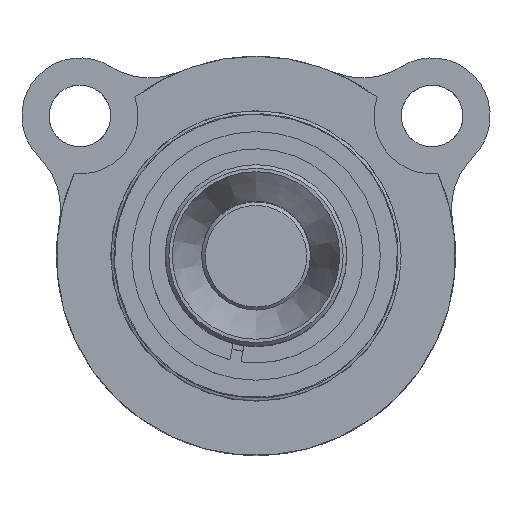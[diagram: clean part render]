
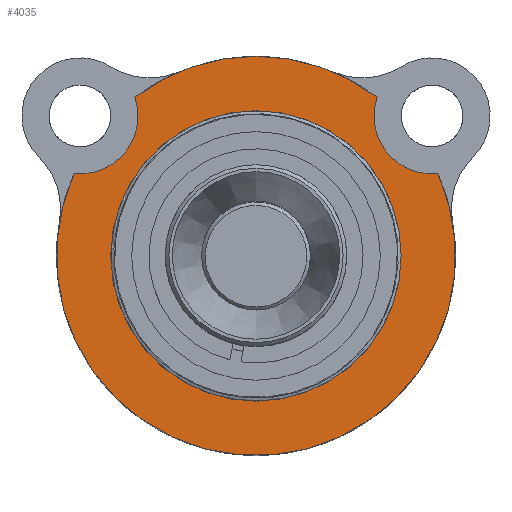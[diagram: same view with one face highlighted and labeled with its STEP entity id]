
A CAD part, top view. The second image highlights one B-rep face of the part: STEP entity #4035.
In plain terms, the highlighted planar face has unit normal (0, 0, 1).
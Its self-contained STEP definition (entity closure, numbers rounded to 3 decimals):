
#628=PLANE('',#4354);
#873=FACE_BOUND('',#1299,.T.);
#995=FACE_OUTER_BOUND('',#1298,.T.);
#1298=EDGE_LOOP('',(#2827,#2828,#2829,#2830));
#1299=EDGE_LOOP('',(#2831));
#1574=CIRCLE('',#4277,4.);
#1590=CIRCLE('',#4312,5.5);
#1600=CIRCLE('',#4326,5.5);
#1607=CIRCLE('',#4336,1.6);
#1610=CIRCLE('',#4340,1.6);
#1749=VERTEX_POINT('',#6061);
#1777=VERTEX_POINT('',#6474);
#1778=VERTEX_POINT('',#6476);
#1789=VERTEX_POINT('',#6506);
#1790=VERTEX_POINT('',#6508);
#2134=EDGE_CURVE('',#1749,#1749,#1574,.T.);
#2165=EDGE_CURVE('',#1778,#1777,#1590,.T.);
#2181=EDGE_CURVE('',#1790,#1789,#1600,.T.);
#2191=EDGE_CURVE('',#1789,#1778,#1607,.T.);
#2194=EDGE_CURVE('',#1777,#1790,#1610,.T.);
#2827=ORIENTED_EDGE('',*,*,#2191,.T.);
#2828=ORIENTED_EDGE('',*,*,#2165,.T.);
#2829=ORIENTED_EDGE('',*,*,#2194,.T.);
#2830=ORIENTED_EDGE('',*,*,#2181,.T.);
#2831=ORIENTED_EDGE('',*,*,#2134,.F.);
#4035=ADVANCED_FACE('',(#995,#873),#628,.T.);
#4277=AXIS2_PLACEMENT_3D('',#6062,#4725,#4726);
#4312=AXIS2_PLACEMENT_3D('',#6477,#4798,#4799);
#4326=AXIS2_PLACEMENT_3D('',#6509,#4832,#4833);
#4336=AXIS2_PLACEMENT_3D('',#6527,#4855,#4856);
#4340=AXIS2_PLACEMENT_3D('',#6531,#4863,#4864);
#4354=AXIS2_PLACEMENT_3D('',#6551,#4891,#4892);
#4725=DIRECTION('center_axis',(0.,0.,1.));
#4726=DIRECTION('ref_axis',(1.,0.,0.));
#4798=DIRECTION('center_axis',(0.,0.,1.));
#4799=DIRECTION('ref_axis',(1.,0.,0.));
#4832=DIRECTION('center_axis',(0.,0.,1.));
#4833=DIRECTION('ref_axis',(1.,0.,0.));
#4855=DIRECTION('center_axis',(0.,0.,-1.));
#4856=DIRECTION('ref_axis',(1.,0.,0.));
#4863=DIRECTION('center_axis',(0.,0.,-1.));
#4864=DIRECTION('ref_axis',(1.,0.,0.));
#4891=DIRECTION('center_axis',(0.,0.,1.));
#4892=DIRECTION('ref_axis',(1.,0.,0.));
#6061=CARTESIAN_POINT('',(4.,0.,12.75));
#6062=CARTESIAN_POINT('Origin',(0.,0.,12.75));
#6474=CARTESIAN_POINT('',(-3.337,4.372,12.75));
#6476=CARTESIAN_POINT('',(3.337,4.372,12.75));
#6477=CARTESIAN_POINT('Origin',(0.,0.,12.75));
#6506=CARTESIAN_POINT('',(5.011,2.267,12.75));
#6508=CARTESIAN_POINT('',(-5.011,2.267,12.75));
#6509=CARTESIAN_POINT('Origin',(0.,0.,12.75));
#6527=CARTESIAN_POINT('Origin',(4.852,3.86,12.75));
#6531=CARTESIAN_POINT('Origin',(-4.852,3.86,12.75));
#6551=CARTESIAN_POINT('Origin',(4.75,0.,12.75));
